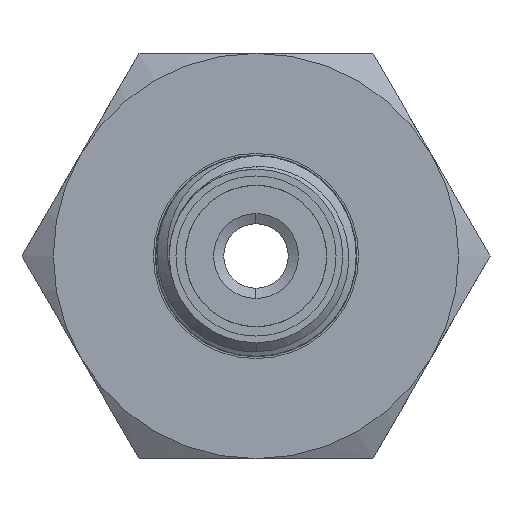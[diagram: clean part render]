
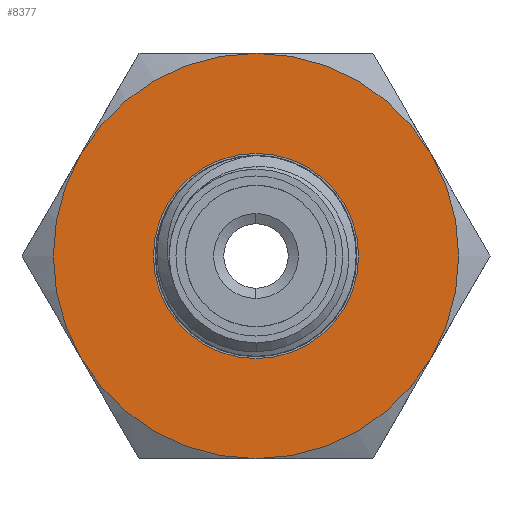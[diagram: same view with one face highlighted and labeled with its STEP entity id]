
A CAD part, left-side view. The second image highlights one B-rep face of the part: STEP entity #8377.
In plain terms, the highlighted planar face has unit normal (-1, 0, 0).
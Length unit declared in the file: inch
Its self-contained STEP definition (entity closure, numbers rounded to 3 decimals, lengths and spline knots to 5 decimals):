
#55 = CARTESIAN_POINT ( 'NONE',  ( -0.9445, 0., 0. ) ) ;
#67 = AXIS2_PLACEMENT_3D ( 'NONE', #8055, #11430, #7046 ) ;
#168 = DIRECTION ( 'NONE',  ( 1., 0., 0. ) ) ;
#353 = AXIS2_PLACEMENT_3D ( 'NONE', #2396, #11294, #1508 ) ;
#433 = CARTESIAN_POINT ( 'NONE',  ( -0.9445, 0., -0.28475 ) ) ;
#512 = AXIS2_PLACEMENT_3D ( 'NONE', #6455, #168, #6349 ) ;
#513 = FACE_BOUND ( 'NONE', #9922, .T. ) ;
#549 = DIRECTION ( 'NONE',  ( 1., 0., 0. ) ) ;
#1032 = CARTESIAN_POINT ( 'NONE',  ( -0.9445, 0., 0. ) ) ;
#1060 = CIRCLE ( 'NONE', #67, 0.5625 ) ;
#1508 = DIRECTION ( 'NONE',  ( 0., 0., -1. ) ) ;
#1817 = EDGE_CURVE ( 'NONE', #3615, #5132, #5023, .T. ) ;
#2033 = CIRCLE ( 'NONE', #5755, 0.5625 ) ;
#2349 = ORIENTED_EDGE ( 'NONE', *, *, #8837, .T. ) ;
#2396 = CARTESIAN_POINT ( 'NONE',  ( -0.9445, 0., 0. ) ) ;
#2701 = ORIENTED_EDGE ( 'NONE', *, *, #7628, .T. ) ;
#2809 = CARTESIAN_POINT ( 'NONE',  ( -0.9445, -0.48714, 0.28125 ) ) ;
#3185 = ORIENTED_EDGE ( 'NONE', *, *, #10004, .T. ) ;
#3257 = DIRECTION ( 'NONE',  ( 0., 0., -1. ) ) ;
#3296 = CARTESIAN_POINT ( 'NONE',  ( -0.9445, 0., 0.28475 ) ) ;
#3449 = PLANE ( 'NONE',  #353 ) ;
#3452 = VERTEX_POINT ( 'NONE', #6205 ) ;
#3496 = EDGE_CURVE ( 'NONE', #5132, #3452, #8332, .T. ) ;
#3588 = CARTESIAN_POINT ( 'NONE',  ( -0.9445, -0.48714, -0.28125 ) ) ;
#3615 = VERTEX_POINT ( 'NONE', #3828 ) ;
#3825 = ORIENTED_EDGE ( 'NONE', *, *, #4814, .T. ) ;
#3828 = CARTESIAN_POINT ( 'NONE',  ( -0.9445, 0., 0.5625 ) ) ;
#4296 = ORIENTED_EDGE ( 'NONE', *, *, #1817, .T. ) ;
#4814 = EDGE_CURVE ( 'NONE', #3452, #7591, #9721, .T. ) ;
#4833 = CARTESIAN_POINT ( 'NONE',  ( -0.9445, 0.48714, 0.28125 ) ) ;
#5023 = CIRCLE ( 'NONE', #10498, 0.5625 ) ;
#5080 = FACE_OUTER_BOUND ( 'NONE', #9265, .T. ) ;
#5116 = DIRECTION ( 'NONE',  ( 0., 0., 1. ) ) ;
#5132 = VERTEX_POINT ( 'NONE', #4833 ) ;
#5211 = DIRECTION ( 'NONE',  ( 0., 0., 1. ) ) ;
#5512 = EDGE_CURVE ( 'NONE', #10907, #3615, #1060, .T. ) ;
#5551 = DIRECTION ( 'NONE',  ( -1., 0., 0. ) ) ;
#5562 = DIRECTION ( 'NONE',  ( 0., 0., 1. ) ) ;
#5755 = AXIS2_PLACEMENT_3D ( 'NONE', #7897, #6266, #5562 ) ;
#6079 = AXIS2_PLACEMENT_3D ( 'NONE', #9353, #549, #3257 ) ;
#6181 = CIRCLE ( 'NONE', #11356, 0.5625 ) ;
#6205 = CARTESIAN_POINT ( 'NONE',  ( -0.9445, 0.48714, -0.28125 ) ) ;
#6266 = DIRECTION ( 'NONE',  ( -1., 0., 0. ) ) ;
#6349 = DIRECTION ( 'NONE',  ( 0., 0., -1. ) ) ;
#6455 = CARTESIAN_POINT ( 'NONE',  ( -0.9445, 0., 0. ) ) ;
#7014 = DIRECTION ( 'NONE',  ( -1., 0., 0. ) ) ;
#7046 = DIRECTION ( 'NONE',  ( 0., 0., 1. ) ) ;
#7049 = DIRECTION ( 'NONE',  ( -1., 0., 0. ) ) ;
#7276 = CARTESIAN_POINT ( 'NONE',  ( -0.9445, 0., -0.5625 ) ) ;
#7591 = VERTEX_POINT ( 'NONE', #7276 ) ;
#7628 = EDGE_CURVE ( 'NONE', #11325, #11193, #8010, .T. ) ;
#7749 = ORIENTED_EDGE ( 'NONE', *, *, #5512, .T. ) ;
#7897 = CARTESIAN_POINT ( 'NONE',  ( -0.9445, 0., 0. ) ) ;
#8010 = CIRCLE ( 'NONE', #512, 0.28475 ) ;
#8055 = CARTESIAN_POINT ( 'NONE',  ( -0.9445, 0., 0. ) ) ;
#8062 = AXIS2_PLACEMENT_3D ( 'NONE', #11424, #8790, #5116 ) ;
#8332 = CIRCLE ( 'NONE', #9146, 0.5625 ) ;
#8377 = ADVANCED_FACE ( 'NONE', ( #513, #5080 ), #3449, .F. ) ;
#8532 = ORIENTED_EDGE ( 'NONE', *, *, #9809, .T. ) ;
#8739 = CARTESIAN_POINT ( 'NONE',  ( -0.9445, 0., 0. ) ) ;
#8790 = DIRECTION ( 'NONE',  ( -1., 0., 0. ) ) ;
#8837 = EDGE_CURVE ( 'NONE', #11193, #11325, #11460, .T. ) ;
#9079 = VERTEX_POINT ( 'NONE', #3588 ) ;
#9146 = AXIS2_PLACEMENT_3D ( 'NONE', #55, #7049, #10610 ) ;
#9265 = EDGE_LOOP ( 'NONE', ( #4296, #10359, #3825, #8532, #3185, #7749 ) ) ;
#9353 = CARTESIAN_POINT ( 'NONE',  ( -0.9445, 0., 0. ) ) ;
#9721 = CIRCLE ( 'NONE', #8062, 0.5625 ) ;
#9809 = EDGE_CURVE ( 'NONE', #7591, #9079, #2033, .T. ) ;
#9922 = EDGE_LOOP ( 'NONE', ( #2349, #2701 ) ) ;
#10004 = EDGE_CURVE ( 'NONE', #9079, #10907, #6181, .T. ) ;
#10008 = DIRECTION ( 'NONE',  ( 0., 0., 1. ) ) ;
#10359 = ORIENTED_EDGE ( 'NONE', *, *, #3496, .T. ) ;
#10498 = AXIS2_PLACEMENT_3D ( 'NONE', #1032, #5551, #10008 ) ;
#10610 = DIRECTION ( 'NONE',  ( 0., 0., 1. ) ) ;
#10907 = VERTEX_POINT ( 'NONE', #2809 ) ;
#11193 = VERTEX_POINT ( 'NONE', #433 ) ;
#11294 = DIRECTION ( 'NONE',  ( 1., 0., 0. ) ) ;
#11325 = VERTEX_POINT ( 'NONE', #3296 ) ;
#11356 = AXIS2_PLACEMENT_3D ( 'NONE', #8739, #7014, #5211 ) ;
#11424 = CARTESIAN_POINT ( 'NONE',  ( -0.9445, 0., 0. ) ) ;
#11430 = DIRECTION ( 'NONE',  ( -1., 0., 0. ) ) ;
#11460 = CIRCLE ( 'NONE', #6079, 0.28475 ) ;
